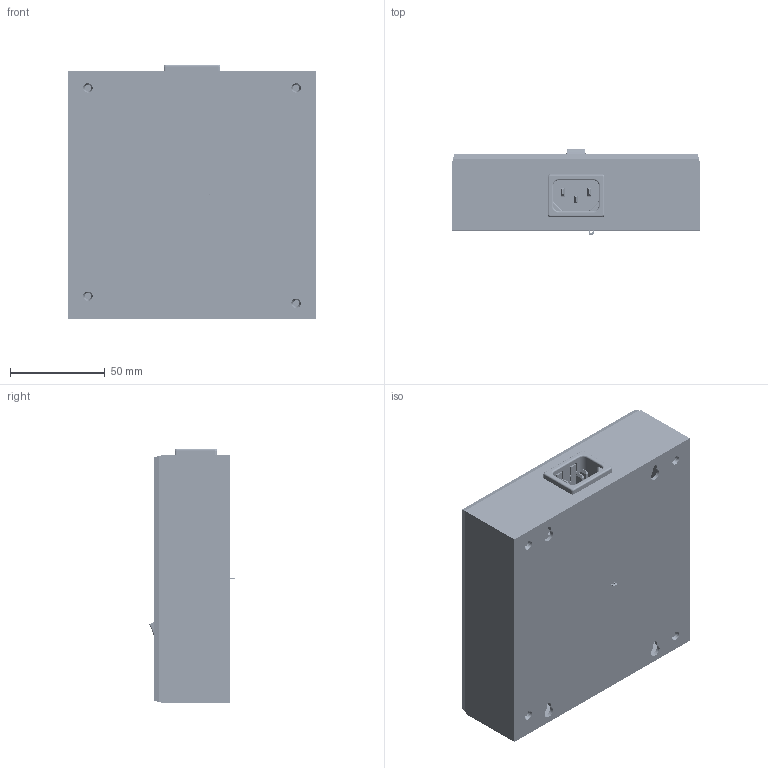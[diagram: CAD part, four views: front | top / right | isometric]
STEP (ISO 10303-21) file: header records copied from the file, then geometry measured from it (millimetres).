
FILE_DESCRIPTION (( 'STEP AP214' ), '1' );
FILE_NAME ('ACPDU-C46C3-R1LF-LC_3D.step', '2023-10-17T07:22:52', ( '' ), ( '' ), 'SwSTEP 2.0', 'SolidWorks 2022', '' );
FILE_SCHEMA (( 'AUTOMOTIVE_DESIGN' ));
Length unit declared in the file: millimetre
Products named in the file (1): ACPDU-C46C3-R1LF-LC_3D
Bounding box: 131 x 45.11 x 134.15 mm (x, y, z)
Volume: 177568.7 mm3; surface area: 204706.9 mm2
Topology: 67 solids, 67 shells, 5594 faces, 15518 edges, 10014 vertices
Faces by surface type: plane 4113, cylinder 975, bspline 344, torus 104, cone 42, sphere 16
Entity records: 259798 total; most frequent: CARTESIAN_POINT 116588, ORIENTED_EDGE 31032, DIRECTION 27277, EDGE_CURVE 15516, LINE 12459, VECTOR 12459, VERTEX_POINT 10014, AXIS2_PLACEMENT_3D 7409
